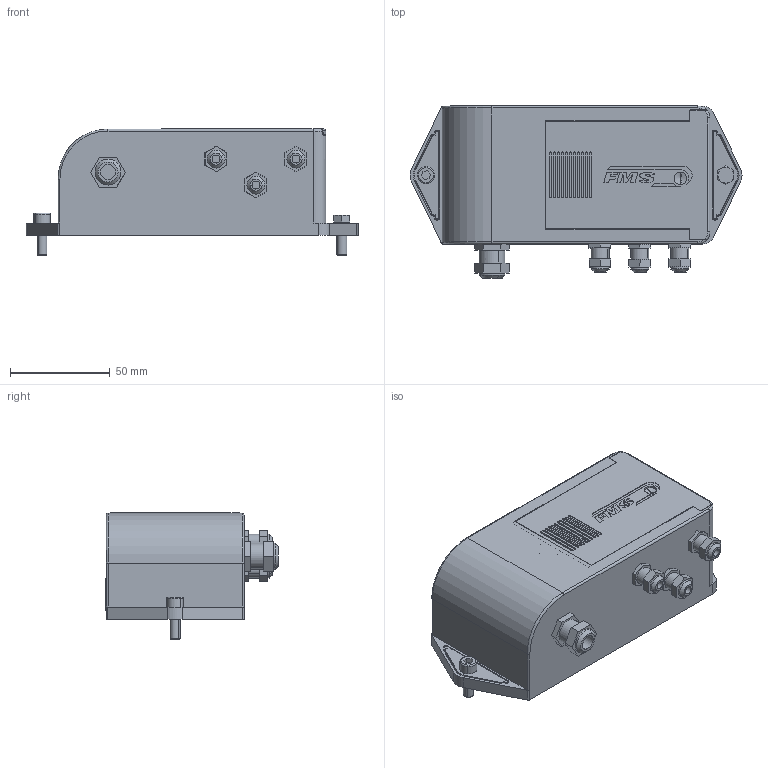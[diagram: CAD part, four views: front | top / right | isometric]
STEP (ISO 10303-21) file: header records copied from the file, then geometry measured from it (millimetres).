
FILE_DESCRIPTION (( 'STEP AP203' ), '1' );
FILE_NAME ('31104831_stp_-.step', '2023-04-27T13:42:04', ( '' ), ( '' ), 'SwSTEP 2.0', 'SolidWorks 2018', '' );
FILE_SCHEMA (( 'CONFIG_CONTROL_DESIGN' ));
Length unit declared in the file: millimetre
Products named in the file (12): 31104833; 31104829_01; 31104265_01; 6kt-Schr ISO4018_M5x16; 31103698_01; 31103856_01; 6kt-Mu_0-5d_ISO8675_M12x1; 31104831_stp_-; Zyl-Schr DIN912_M5x16; 31100824_M12x1.5 kurz; 6kt-Mu_0-5d_ISO8675_M8x1; 31100824_M08x1.25 kurz
Assembly tree (16 placements, depth 2):
  31104831_stp_-
    31104833
    31103698_01
    31104265_01
    31103856_01  x2
    31100824_M08x1.25 kurz  x3
    31100824_M12x1.5 kurz
    6kt-Mu_0-5d_ISO8675_M8x1  x3
    6kt-Mu_0-5d_ISO8675_M12x1
    6kt-Schr ISO4018_M5x16
    Zyl-Schr DIN912_M5x16
    31104829_01
Bounding box: 166 x 86 x 63 mm (x, y, z)
Volume: 95374.3 mm3; surface area: 95755.6 mm2
Topology: 16 solids, 16 shells, 1327 faces, 3333 edges, 2096 vertices
Faces by surface type: plane 610, cylinder 332, bspline 194, cone 106, torus 67, sphere 18
Entity records: 45862 total; most frequent: CARTESIAN_POINT 16785, ORIENTED_EDGE 5988, DIRECTION 5314, EDGE_CURVE 2994, VERTEX_POINT 1902, VECTOR 1772, LINE 1772, AXIS2_PLACEMENT_3D 1771
